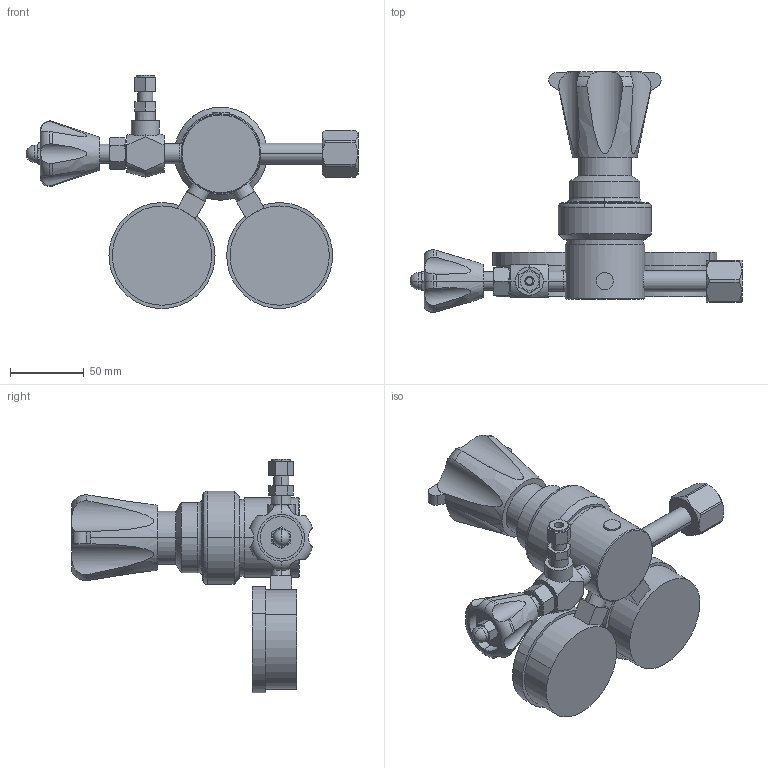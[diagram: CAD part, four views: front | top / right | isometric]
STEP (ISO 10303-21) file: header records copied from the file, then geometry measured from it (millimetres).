
FILE_DESCRIPTION((''),'2;1');
FILE_NAME('M3064SA-677_ASM','2019-02-28T',('dlachman'),('MATHESON TRI-GAS'),'CREO PARAMETRIC BY PTC INC, 2018220','CREO PARAMETRIC BY PTC INC, 2018220','');
FILE_SCHEMA(('CONFIG_CONTROL_DESIGN'));
Length unit declared in the file: inch
Products named in the file (7): MREG-6078-SA; MGAB-0042-SA; MGAG-0045-SA; MVLV-0506-XX; MCON-0213-SA; MCNN-0320-SA; M3064SA-677_ASM
Assembly tree (6 placements, depth 2):
  M3064SA-677_ASM
    MREG-6078-SA
    MGAB-0042-SA
    MGAG-0045-SA
    MVLV-0506-XX
    MCON-0213-SA
    MCNN-0320-SA
Bounding box: 225.06 x 163.28 x 158.11 mm (x, y, z)
Volume: 630309 mm3; surface area: 97344.9 mm2
Topology: 6 solids, 6 shells, 285 faces, 660 edges, 414 vertices
Faces by surface type: plane 94, cylinder 89, cone 70, torus 30, sphere 2
Entity records: 9852 total; most frequent: CARTESIAN_POINT 3264, DIRECTION 1375, ORIENTED_EDGE 1316, EDGE_CURVE 658, AXIS2_PLACEMENT_3D 584, VERTEX_POINT 414, EDGE_LOOP 324, CIRCLE 286
